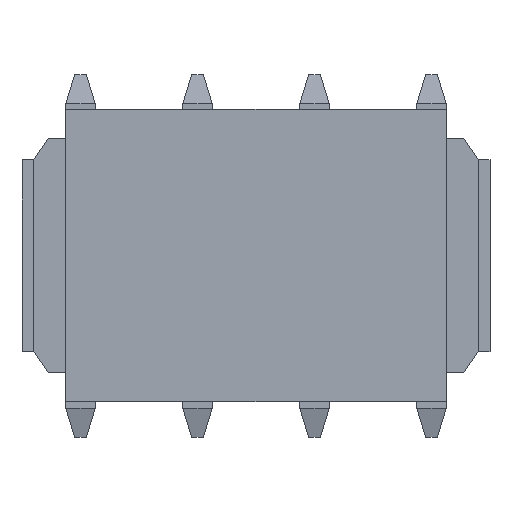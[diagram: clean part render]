
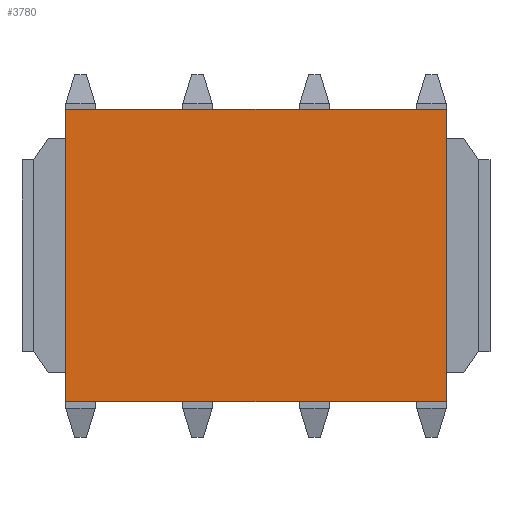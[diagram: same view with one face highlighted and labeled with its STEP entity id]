
A CAD part, top view. The second image highlights one B-rep face of the part: STEP entity #3780.
In plain terms, the highlighted planar face has unit normal (0, 0, 1).
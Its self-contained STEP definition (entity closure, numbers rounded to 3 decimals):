
#1015=ORIENTED_EDGE('',*,*,#1590,.T.);
#1016=ORIENTED_EDGE('',*,*,#1557,.F.);
#1017=ORIENTED_EDGE('',*,*,#1588,.F.);
#1018=ORIENTED_EDGE('',*,*,#1561,.T.);
#1557=EDGE_CURVE('',#1913,#1914,#2401,.T.);
#1561=EDGE_CURVE('',#1918,#1917,#2405,.T.);
#1588=EDGE_CURVE('',#1918,#1913,#2429,.T.);
#1590=EDGE_CURVE('',#1917,#1914,#2431,.T.);
#1913=VERTEX_POINT('',#5895);
#1914=VERTEX_POINT('',#5897);
#1917=VERTEX_POINT('',#5904);
#1918=VERTEX_POINT('',#5906);
#2401=LINE('',#5896,#2911);
#2405=LINE('',#5905,#2915);
#2429=LINE('',#5958,#2939);
#2431=LINE('',#5962,#2941);
#2911=VECTOR('',#4849,1000.);
#2915=VECTOR('',#4855,1000.);
#2939=VECTOR('',#4887,1000.);
#2941=VECTOR('',#4891,1000.);
#3175=EDGE_LOOP('',(#1015,#1016,#1017,#1018));
#3389=FACE_BOUND('',#3175,.T.);
#3585=PLANE('',#4029);
#3780=ADVANCED_FACE('',(#3389),#3585,.F.);
#4029=AXIS2_PLACEMENT_3D('',#6010,#4919,#4920);
#4849=DIRECTION('',(0.,1.,0.));
#4855=DIRECTION('',(0.,1.,0.));
#4887=DIRECTION('',(-1.,0.,0.));
#4891=DIRECTION('',(-1.,0.,0.));
#4919=DIRECTION('',(0.,0.,-1.));
#4920=DIRECTION('',(-1.,0.,0.));
#5895=CARTESIAN_POINT('',(-2.5,-3.25,2.25));
#5896=CARTESIAN_POINT('',(-2.5,-3.25,2.25));
#5897=CARTESIAN_POINT('',(-2.5,3.25,2.25));
#5904=CARTESIAN_POINT('',(2.5,3.25,2.25));
#5905=CARTESIAN_POINT('',(2.5,-3.25,2.25));
#5906=CARTESIAN_POINT('',(2.5,-3.25,2.25));
#5958=CARTESIAN_POINT('',(2.5,-3.25,2.25));
#5962=CARTESIAN_POINT('',(2.5,3.25,2.25));
#6010=CARTESIAN_POINT('',(2.5,-3.25,2.25));
